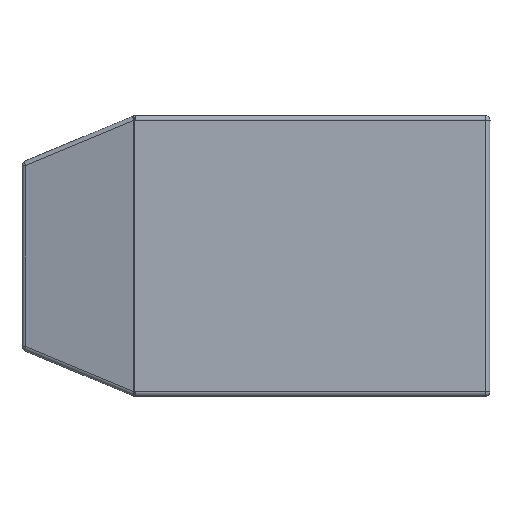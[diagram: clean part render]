
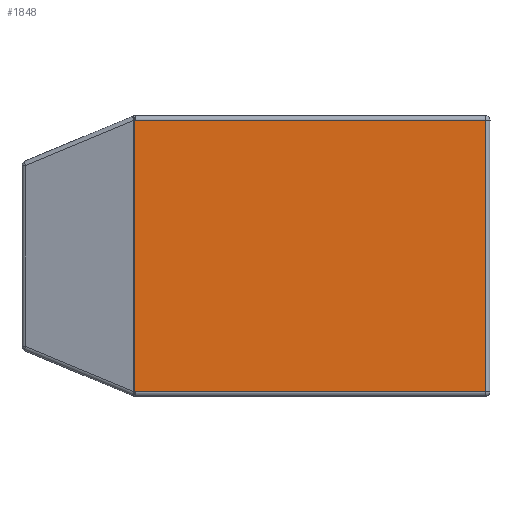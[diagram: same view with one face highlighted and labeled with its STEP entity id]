
A CAD part, left-side view. The second image highlights one B-rep face of the part: STEP entity #1848.
In plain terms, the highlighted planar face has unit normal (-1, 0, 0).
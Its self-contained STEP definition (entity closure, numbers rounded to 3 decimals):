
#25 = CARTESIAN_POINT ( 'NONE',  ( 0., 12.938, 14.484 ) ) ;
#117 = VECTOR ( 'NONE', #767, 1000. ) ;
#287 = ORIENTED_EDGE ( 'NONE', *, *, #361, .T. ) ;
#340 = VECTOR ( 'NONE', #2583, 1000. ) ;
#358 = ORIENTED_EDGE ( 'NONE', *, *, #2416, .T. ) ;
#361 = EDGE_CURVE ( 'NONE', #439, #1571, #603, .T. ) ;
#392 = CARTESIAN_POINT ( 'NONE',  ( 0., 12.938, -14.484 ) ) ;
#439 = VERTEX_POINT ( 'NONE', #2073 ) ;
#477 = DIRECTION ( 'NONE',  ( 0., 0., 1. ) ) ;
#525 = CARTESIAN_POINT ( 'NONE',  ( 0., 12.808, 14.538 ) ) ;
#565 = ORIENTED_EDGE ( 'NONE', *, *, #2239, .F. ) ;
#588 = EDGE_CURVE ( 'NONE', #2003, #1571, #1636, .T. ) ;
#603 = LINE ( 'NONE', #613, #945 ) ;
#613 = CARTESIAN_POINT ( 'NONE',  ( 0., 0., 14.5 ) ) ;
#651 = CARTESIAN_POINT ( 'NONE',  ( 0., 12.9, 14.5 ) ) ;
#675 = DIRECTION ( 'NONE',  ( 0., -1., 0. ) ) ;
#682 = DIRECTION ( 'NONE',  ( 0., 0.923, 0.385 ) ) ;
#767 = DIRECTION ( 'NONE',  ( 0., 0., -1. ) ) ;
#776 = EDGE_LOOP ( 'NONE', ( #565, #358, #1812, #287, #1058, #1717 ) ) ;
#808 = DIRECTION ( 'NONE',  ( 0., 1., 0. ) ) ;
#851 = CARTESIAN_POINT ( 'NONE',  ( 0., -24.5, 0. ) ) ;
#879 = VERTEX_POINT ( 'NONE', #2400 ) ;
#883 = LINE ( 'NONE', #1511, #2133 ) ;
#945 = VECTOR ( 'NONE', #808, 1000. ) ;
#982 = CARTESIAN_POINT ( 'NONE',  ( 0., 12.938, 0. ) ) ;
#987 = DIRECTION ( 'NONE',  ( 1., 0., 0. ) ) ;
#1000 = PLANE ( 'NONE',  #2651 ) ;
#1027 = VECTOR ( 'NONE', #675, 1000. ) ;
#1058 = ORIENTED_EDGE ( 'NONE', *, *, #588, .F. ) ;
#1087 = EDGE_CURVE ( 'NONE', #1099, #439, #2469, .T. ) ;
#1099 = VERTEX_POINT ( 'NONE', #1634 ) ;
#1257 = LINE ( 'NONE', #2442, #1027 ) ;
#1270 = VERTEX_POINT ( 'NONE', #392 ) ;
#1474 = EDGE_CURVE ( 'NONE', #2003, #1270, #1775, .T. ) ;
#1511 = CARTESIAN_POINT ( 'NONE',  ( 0., 12.808, -14.538 ) ) ;
#1571 = VERTEX_POINT ( 'NONE', #651 ) ;
#1634 = CARTESIAN_POINT ( 'NONE',  ( 0., -24.5, -14.5 ) ) ;
#1636 = LINE ( 'NONE', #525, #340 ) ;
#1717 = ORIENTED_EDGE ( 'NONE', *, *, #1474, .T. ) ;
#1775 = LINE ( 'NONE', #982, #117 ) ;
#1812 = ORIENTED_EDGE ( 'NONE', *, *, #1087, .T. ) ;
#1848 = ADVANCED_FACE ( 'NONE', ( #1970 ), #1000, .F. ) ;
#1880 = VECTOR ( 'NONE', #477, 1000. ) ;
#1970 = FACE_OUTER_BOUND ( 'NONE', #776, .T. ) ;
#1991 = CARTESIAN_POINT ( 'NONE',  ( 0., 0., 0. ) ) ;
#2003 = VERTEX_POINT ( 'NONE', #25 ) ;
#2073 = CARTESIAN_POINT ( 'NONE',  ( 0., -24.5, 14.5 ) ) ;
#2133 = VECTOR ( 'NONE', #682, 1000. ) ;
#2213 = DIRECTION ( 'NONE',  ( 0., 0., -1. ) ) ;
#2239 = EDGE_CURVE ( 'NONE', #879, #1270, #883, .T. ) ;
#2400 = CARTESIAN_POINT ( 'NONE',  ( 0., 12.9, -14.5 ) ) ;
#2416 = EDGE_CURVE ( 'NONE', #879, #1099, #1257, .T. ) ;
#2442 = CARTESIAN_POINT ( 'NONE',  ( 0., 0., -14.5 ) ) ;
#2469 = LINE ( 'NONE', #851, #1880 ) ;
#2583 = DIRECTION ( 'NONE',  ( 0., -0.923, 0.385 ) ) ;
#2651 = AXIS2_PLACEMENT_3D ( 'NONE', #1991, #987, #2213 ) ;
